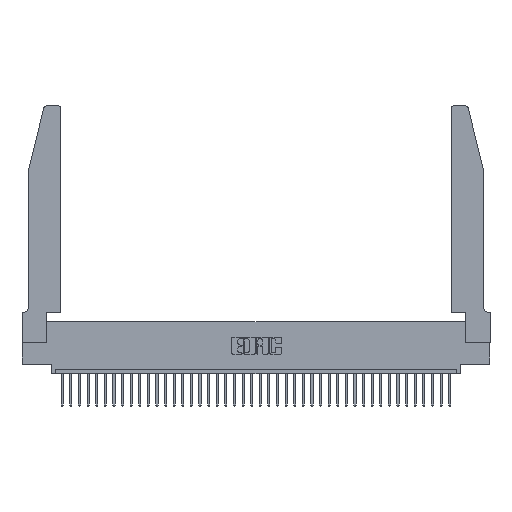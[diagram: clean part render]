
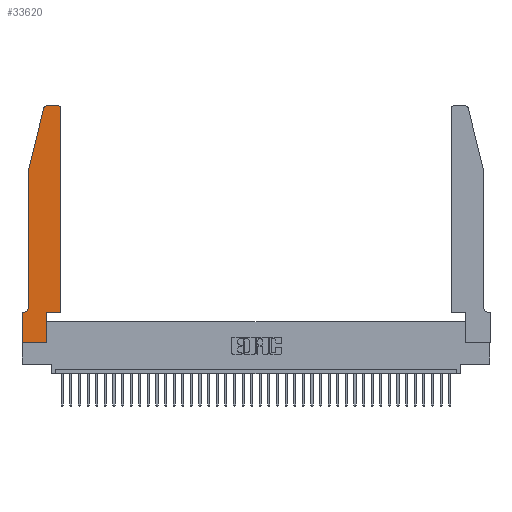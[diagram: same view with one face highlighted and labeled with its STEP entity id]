
A CAD part, top view. The second image highlights one B-rep face of the part: STEP entity #33620.
In plain terms, the highlighted planar face has unit normal (0, 0, 1).
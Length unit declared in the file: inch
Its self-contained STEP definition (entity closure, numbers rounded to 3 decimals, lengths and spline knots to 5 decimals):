
#191 = DIRECTION ( 'NONE',  ( 0., 1., 0. ) ) ;
#1497 = CIRCLE ( 'NONE', #11912, 0.03 ) ;
#1842 = CIRCLE ( 'NONE', #23095, 0.03 ) ;
#1919 = LINE ( 'NONE', #17157, #3748 ) ;
#2064 = CARTESIAN_POINT ( 'NONE',  ( 0.0055, 0.35, 0.37 ) ) ;
#2813 = LINE ( 'NONE', #23354, #14567 ) ;
#3227 = ORIENTED_EDGE ( 'NONE', *, *, #13533, .T. ) ;
#3254 = VERTEX_POINT ( 'NONE', #18351 ) ;
#3464 = VERTEX_POINT ( 'NONE', #2064 ) ;
#3573 = CARTESIAN_POINT ( 'NONE',  ( 0.4505, 0.35, 0.37 ) ) ;
#3684 = DIRECTION ( 'NONE',  ( 0., 0., 1. ) ) ;
#3748 = VECTOR ( 'NONE', #38195, 39.37008 ) ;
#3852 = DIRECTION ( 'NONE',  ( 0., -1., 0. ) ) ;
#4188 = VERTEX_POINT ( 'NONE', #35832 ) ;
#4244 = VECTOR ( 'NONE', #22951, 39.37008 ) ;
#4469 = ORIENTED_EDGE ( 'NONE', *, *, #24432, .T. ) ;
#5077 = VERTEX_POINT ( 'NONE', #30733 ) ;
#5142 = DIRECTION ( 'NONE',  ( 0., 0., 1. ) ) ;
#6526 = VECTOR ( 'NONE', #10033, 39.37008 ) ;
#8122 = CARTESIAN_POINT ( 'NONE',  ( 0.0055, 0.42, 0.37 ) ) ;
#8357 = ORIENTED_EDGE ( 'NONE', *, *, #22498, .T. ) ;
#8519 = PLANE ( 'NONE',  #8836 ) ;
#8535 = EDGE_CURVE ( 'NONE', #3464, #3254, #20474, .T. ) ;
#8732 = ORIENTED_EDGE ( 'NONE', *, *, #33774, .T. ) ;
#8836 = AXIS2_PLACEMENT_3D ( 'NONE', #33002, #17978, #29599 ) ;
#10033 = DIRECTION ( 'NONE',  ( 0., 1., 0. ) ) ;
#10159 = CARTESIAN_POINT ( 'NONE',  ( 0.4205, 2.72, 0.37 ) ) ;
#10205 = EDGE_CURVE ( 'NONE', #29355, #5077, #38278, .T. ) ;
#10206 = DIRECTION ( 'NONE',  ( 1., 0., 0. ) ) ;
#10216 = ORIENTED_EDGE ( 'NONE', *, *, #29218, .T. ) ;
#10859 = VECTOR ( 'NONE', #3852, 39.37008 ) ;
#11129 = CARTESIAN_POINT ( 'NONE',  ( 0.0755, 0.42, 0.37 ) ) ;
#11314 = EDGE_CURVE ( 'NONE', #3254, #25828, #21650, .T. ) ;
#11912 = AXIS2_PLACEMENT_3D ( 'NONE', #12241, #5142, #20285 ) ;
#12241 = CARTESIAN_POINT ( 'NONE',  ( 0.284, 2.72, 0.37 ) ) ;
#12298 = EDGE_CURVE ( 'NONE', #29246, #14903, #1842, .T. ) ;
#12327 = VERTEX_POINT ( 'NONE', #27124 ) ;
#12730 = CARTESIAN_POINT ( 'NONE',  ( 0.0755, 0.35, 0.37 ) ) ;
#13533 = EDGE_CURVE ( 'NONE', #21045, #3464, #19587, .T. ) ;
#13663 = DIRECTION ( 'NONE',  ( -0.239, -0.971, 0. ) ) ;
#14567 = VECTOR ( 'NONE', #20549, 39.37008 ) ;
#14903 = VERTEX_POINT ( 'NONE', #22725 ) ;
#15861 = LINE ( 'NONE', #24289, #28101 ) ;
#17157 = CARTESIAN_POINT ( 'NONE',  ( 0., 0., 0.37 ) ) ;
#17978 = DIRECTION ( 'NONE',  ( 0., 0., 1. ) ) ;
#18275 = CARTESIAN_POINT ( 'NONE',  ( 0.2865, 0.35, 0.37 ) ) ;
#18351 = CARTESIAN_POINT ( 'NONE',  ( 0., 0.35, 0.37 ) ) ;
#19032 = ORIENTED_EDGE ( 'NONE', *, *, #27726, .T. ) ;
#19587 = CIRCLE ( 'NONE', #23690, 0.07 ) ;
#19606 = ORIENTED_EDGE ( 'NONE', *, *, #19771, .T. ) ;
#19632 = FACE_OUTER_BOUND ( 'NONE', #34973, .T. ) ;
#19771 = EDGE_CURVE ( 'NONE', #25828, #4188, #1919, .T. ) ;
#20285 = DIRECTION ( 'NONE',  ( 1., 0., 0. ) ) ;
#20474 = LINE ( 'NONE', #12730, #28956 ) ;
#20549 = DIRECTION ( 'NONE',  ( -1., 0., 0. ) ) ;
#21045 = VERTEX_POINT ( 'NONE', #11129 ) ;
#21534 = VERTEX_POINT ( 'NONE', #33599 ) ;
#21650 = LINE ( 'NONE', #30850, #10859 ) ;
#22157 = LINE ( 'NONE', #32007, #4244 ) ;
#22498 = EDGE_CURVE ( 'NONE', #12327, #21534, #1497, .T. ) ;
#22725 = CARTESIAN_POINT ( 'NONE',  ( 0.4205, 2.75, 0.37 ) ) ;
#22951 = DIRECTION ( 'NONE',  ( 0., -1., 0. ) ) ;
#23095 = AXIS2_PLACEMENT_3D ( 'NONE', #10159, #3684, #36847 ) ;
#23354 = CARTESIAN_POINT ( 'NONE',  ( 0.2605, 2.75, 0.37 ) ) ;
#23690 = AXIS2_PLACEMENT_3D ( 'NONE', #8122, #38022, #38280 ) ;
#24064 = ORIENTED_EDGE ( 'NONE', *, *, #11314, .T. ) ;
#24289 = CARTESIAN_POINT ( 'NONE',  ( 0.2865, 0.35, 0.37 ) ) ;
#24432 = EDGE_CURVE ( 'NONE', #21534, #27025, #29211, .T. ) ;
#25024 = CARTESIAN_POINT ( 'NONE',  ( 0., 0., 0.37 ) ) ;
#25267 = DIRECTION ( 'NONE',  ( -1., 0., 0. ) ) ;
#25828 = VERTEX_POINT ( 'NONE', #25024 ) ;
#27025 = VERTEX_POINT ( 'NONE', #32054 ) ;
#27124 = CARTESIAN_POINT ( 'NONE',  ( 0.284, 2.75, 0.37 ) ) ;
#27652 = ORIENTED_EDGE ( 'NONE', *, *, #10205, .T. ) ;
#27726 = EDGE_CURVE ( 'NONE', #27025, #21045, #22157, .T. ) ;
#27796 = ORIENTED_EDGE ( 'NONE', *, *, #8535, .T. ) ;
#28101 = VECTOR ( 'NONE', #191, 39.37008 ) ;
#28254 = CARTESIAN_POINT ( 'NONE',  ( 0.4505, 0.35, 0.37 ) ) ;
#28956 = VECTOR ( 'NONE', #25267, 39.37008 ) ;
#29211 = LINE ( 'NONE', #35092, #35745 ) ;
#29218 = EDGE_CURVE ( 'NONE', #14903, #12327, #2813, .T. ) ;
#29246 = VERTEX_POINT ( 'NONE', #38583 ) ;
#29355 = VERTEX_POINT ( 'NONE', #18275 ) ;
#29599 = DIRECTION ( 'NONE',  ( 1., 0., 0. ) ) ;
#30423 = ORIENTED_EDGE ( 'NONE', *, *, #37598, .T. ) ;
#30733 = CARTESIAN_POINT ( 'NONE',  ( 0.4505, 0.35, 0.37 ) ) ;
#30850 = CARTESIAN_POINT ( 'NONE',  ( 0., 0., 0.37 ) ) ;
#31220 = ORIENTED_EDGE ( 'NONE', *, *, #12298, .T. ) ;
#32007 = CARTESIAN_POINT ( 'NONE',  ( 0.0755, 2., 0.37 ) ) ;
#32054 = CARTESIAN_POINT ( 'NONE',  ( 0.0755, 2., 0.37 ) ) ;
#33002 = CARTESIAN_POINT ( 'NONE',  ( 0., 0.35, 0.37 ) ) ;
#33599 = CARTESIAN_POINT ( 'NONE',  ( 0.25487, 2.72718, 0.37 ) ) ;
#33620 = ADVANCED_FACE ( 'NONE', ( #19632 ), #8519, .T. ) ;
#33774 = EDGE_CURVE ( 'NONE', #4188, #29355, #15861, .T. ) ;
#34840 = LINE ( 'NONE', #3573, #6526 ) ;
#34973 = EDGE_LOOP ( 'NONE', ( #10216, #8357, #4469, #19032, #3227, #27796, #24064, #19606, #8732, #27652, #30423, #31220 ) ) ;
#35092 = CARTESIAN_POINT ( 'NONE',  ( 0.0755, 2., 0.37 ) ) ;
#35427 = VECTOR ( 'NONE', #10206, 39.37008 ) ;
#35745 = VECTOR ( 'NONE', #13663, 39.37008 ) ;
#35832 = CARTESIAN_POINT ( 'NONE',  ( 0.2865, 0., 0.37 ) ) ;
#36847 = DIRECTION ( 'NONE',  ( 1., 0., 0. ) ) ;
#37598 = EDGE_CURVE ( 'NONE', #5077, #29246, #34840, .T. ) ;
#38022 = DIRECTION ( 'NONE',  ( 0., 0., -1. ) ) ;
#38195 = DIRECTION ( 'NONE',  ( 1., 0., 0. ) ) ;
#38278 = LINE ( 'NONE', #28254, #35427 ) ;
#38280 = DIRECTION ( 'NONE',  ( -1., 0., 0. ) ) ;
#38583 = CARTESIAN_POINT ( 'NONE',  ( 0.4505, 2.72, 0.37 ) ) ;
